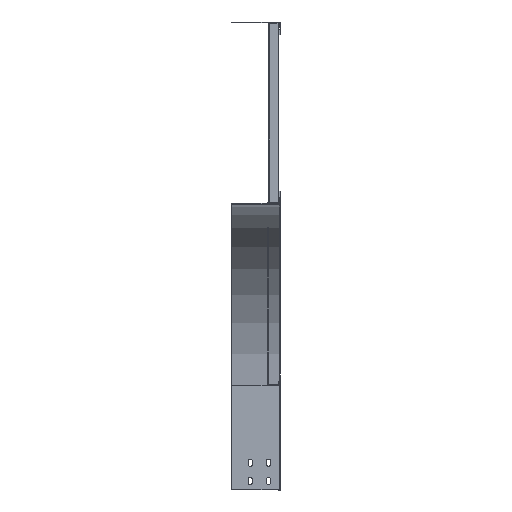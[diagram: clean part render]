
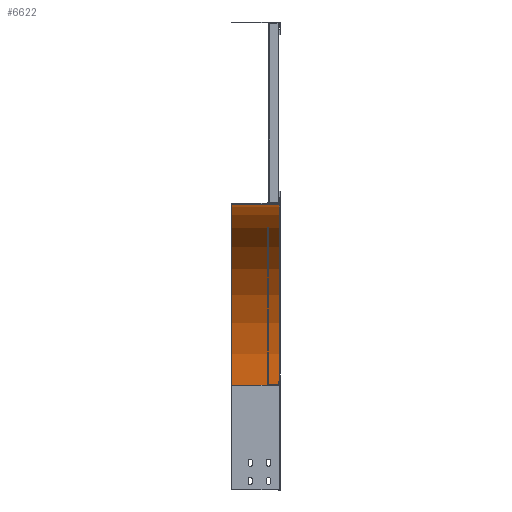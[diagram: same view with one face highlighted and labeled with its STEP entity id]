
A CAD part, left-side view. The second image highlights one B-rep face of the part: STEP entity #6622.
In plain terms, the highlighted cylindrical face has radius 298.8 mm (diameter 597.6 mm), a partial arc.
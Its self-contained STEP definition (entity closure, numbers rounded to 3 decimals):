
#95 = AXIS2_PLACEMENT_3D ( 'NONE', #4137, #4138, #4139 ) ;
#368 = EDGE_CURVE ( 'NONE', #11073, #11063, #4348, .T. ) ;
#407 = EDGE_CURVE ( 'NONE', #11073, #11033, #4415, .T. ) ;
#1710 = CARTESIAN_POINT ( 'NONE',  ( -450., -18., -301.4 ) ) ;
#1711 = DIRECTION ( 'NONE',  ( 0., 1., 0. ) ) ;
#1712 = DIRECTION ( 'NONE',  ( 1., 0., 0. ) ) ;
#1978 = CARTESIAN_POINT ( 'NONE',  ( -151.2, 44.26, -301.4 ) ) ;
#1979 = DIRECTION ( 'NONE',  ( 0., 1., 0. ) ) ;
#2528 = CARTESIAN_POINT ( 'NONE',  ( -450., -18., -2.6 ) ) ;
#2529 = DIRECTION ( 'NONE',  ( 0., -1., 0. ) ) ;
#2768 = CARTESIAN_POINT ( 'NONE',  ( -450., -18., -2.6 ) ) ;
#2778 = CARTESIAN_POINT ( 'NONE',  ( -450., 60.201, -2.6 ) ) ;
#3842 = LINE ( 'NONE', #1978, #3844 ) ;
#3844 = VECTOR ( 'NONE', #1979, 1000. ) ;
#3949 = CIRCLE ( 'NONE', #8600, 298.8 ) ;
#4137 = CARTESIAN_POINT ( 'NONE',  ( -450., 60.201, -301.4 ) ) ;
#4138 = DIRECTION ( 'NONE',  ( 0., 1., 0. ) ) ;
#4139 = DIRECTION ( 'NONE',  ( 1., 0., 0. ) ) ;
#4348 = LINE ( 'NONE', #2528, #4350 ) ;
#4350 = VECTOR ( 'NONE', #2529, 1000. ) ;
#4415 = CIRCLE ( 'NONE', #95, 298.8 ) ;
#5494 = EDGE_LOOP ( 'NONE', ( #11781, #11780, #11779, #11778 ) ) ;
#6622 = ADVANCED_FACE ( 'NONE', ( #7760 ), #7764, .F. ) ;
#7760 = FACE_OUTER_BOUND ( 'NONE', #5494, .T. ) ;
#7764 = CYLINDRICAL_SURFACE ( 'NONE', #12450, 298.8 ) ;
#8327 = EDGE_CURVE ( 'NONE', #11002, #11033, #3842, .T. ) ;
#8396 = EDGE_CURVE ( 'NONE', #11063, #11002, #3949, .T. ) ;
#8600 = AXIS2_PLACEMENT_3D ( 'NONE', #1710, #1711, #1712 ) ;
#9794 = CARTESIAN_POINT ( 'NONE',  ( -151.2, -18., -301.4 ) ) ;
#9825 = CARTESIAN_POINT ( 'NONE',  ( -151.2, 60.201, -301.4 ) ) ;
#11002 = VERTEX_POINT ( 'NONE', #9794 ) ;
#11033 = VERTEX_POINT ( 'NONE', #9825 ) ;
#11063 = VERTEX_POINT ( 'NONE', #2768 ) ;
#11073 = VERTEX_POINT ( 'NONE', #2778 ) ;
#11778 = ORIENTED_EDGE ( 'NONE', *, *, #8327, .F. ) ;
#11779 = ORIENTED_EDGE ( 'NONE', *, *, #407, .T. ) ;
#11780 = ORIENTED_EDGE ( 'NONE', *, *, #368, .F. ) ;
#11781 = ORIENTED_EDGE ( 'NONE', *, *, #8396, .F. ) ;
#12138 = DIRECTION ( 'NONE',  ( 1., 0., 0. ) ) ;
#12139 = CARTESIAN_POINT ( 'NONE',  ( -450., -19.8, -301.4 ) ) ;
#12140 = DIRECTION ( 'NONE',  ( 0., 1., 0. ) ) ;
#12450 = AXIS2_PLACEMENT_3D ( 'NONE', #12139, #12140, #12138 ) ;
